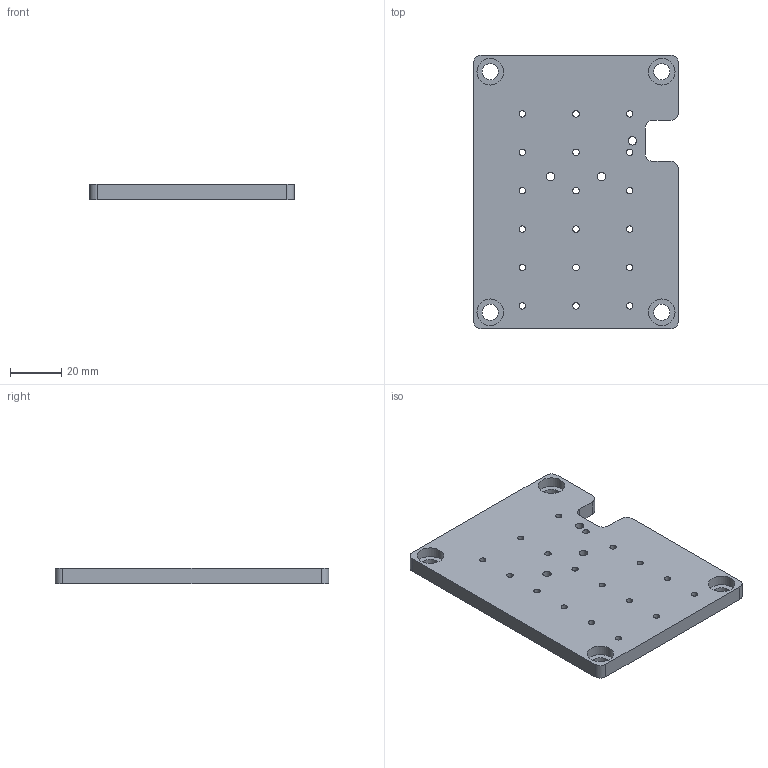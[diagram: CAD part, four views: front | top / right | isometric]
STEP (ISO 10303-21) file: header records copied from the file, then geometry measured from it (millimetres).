
FILE_DESCRIPTION(/* description */ (''),/* implementation_level */ '2;1');
FILE_NAME(/* name */ '000024 Tiny X-Platte v15.step',/* time_stamp */ '2019-09-27T12:39:06+02:00',/* author */ (''),/* organization */ (''),/* preprocessor_version */ 'ST-DEVELOPER v18',/* originating_system */ 'Autodesk Translation Framework v8.6.0.1094',/* authorisation */ '');
FILE_SCHEMA (('AUTOMOTIVE_DESIGN { 1 0 10303 214 3 1 1 }'));
Length unit declared in the file: millimetre
Products named in the file (1): 000024 Tiny X-Platte
Bounding box: 80 x 107 x 6 mm (x, y, z)
Volume: 47743.9 mm3; surface area: 20264.8 mm2
Topology: 1 solids, 1 shells, 51 faces, 193 edges, 148 vertices
Faces by surface type: cylinder 37, plane 14
Full cylindrical faces by diameter (mm): 2.5 x18, 3.3 x3, 6.4 x4, 10.4 x4
Entity records: 2336 total; most frequent: DIRECTION 429, CARTESIAN_POINT 393, ORIENTED_EDGE 386, EDGE_CURVE 193, AXIS2_PLACEMENT_3D 184, VERTEX_POINT 148, CIRCLE 132, EDGE_LOOP 105
